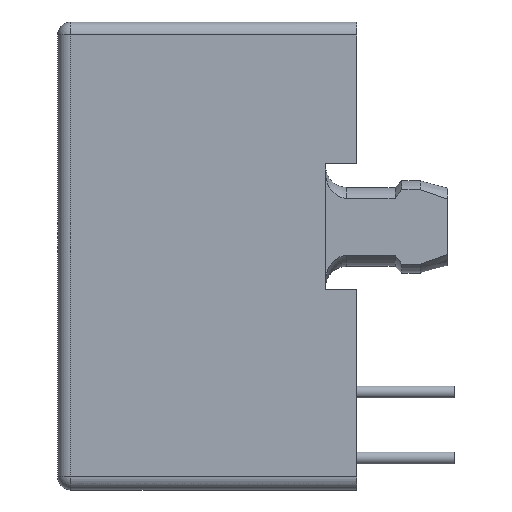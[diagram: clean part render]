
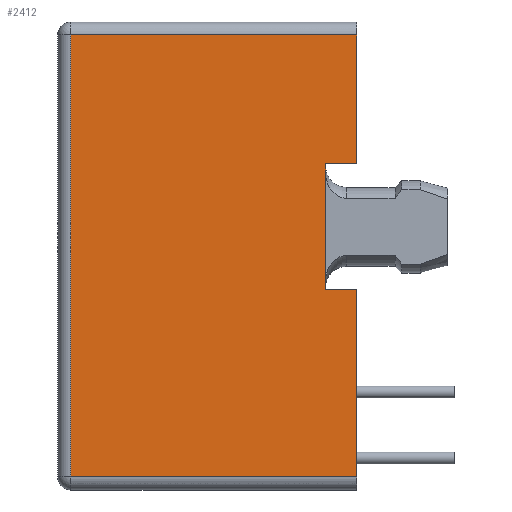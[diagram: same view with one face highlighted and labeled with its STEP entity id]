
A CAD part, left-side view. The second image highlights one B-rep face of the part: STEP entity #2412.
In plain terms, the highlighted planar face has unit normal (-1, 0, 0).
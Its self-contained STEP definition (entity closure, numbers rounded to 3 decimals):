
#159=DIRECTION('',(0.,0.,1.));
#160=VECTOR('',#159,7.2);
#161=CARTESIAN_POINT('',(-6.6,0.,-17.5));
#162=LINE('3859',#161,#160);
#314=DIRECTION('',(0.,-1.,0.));
#315=VECTOR('',#314,11.);
#316=CARTESIAN_POINT('',(-6.6,11.,-0.5));
#317=LINE('3882',#316,#315);
#318=DIRECTION('',(0.,1.,0.));
#319=VECTOR('',#318,1.2);
#320=CARTESIAN_POINT('',(-6.6,0.,-5.46));
#321=LINE('3742',#320,#319);
#322=DIRECTION('',(0.,1.,0.));
#323=VECTOR('',#322,1.2);
#324=CARTESIAN_POINT('',(-6.6,0.,-10.3));
#325=LINE('3741',#324,#323);
#326=DIRECTION('',(0.,1.,0.));
#327=VECTOR('',#326,11.);
#328=CARTESIAN_POINT('',(-6.6,0.,-17.5));
#329=LINE('3853',#328,#327);
#330=DIRECTION('',(0.,0.,1.));
#331=VECTOR('',#330,17.);
#332=CARTESIAN_POINT('',(-6.6,11.,-17.5));
#333=LINE('3884',#332,#331);
#375=DIRECTION('',(0.,0.,1.));
#376=VECTOR('',#375,4.96);
#377=CARTESIAN_POINT('',(-6.6,0.,-5.46));
#378=LINE('3860',#377,#376);
#1039=DIRECTION('',(0.,0.,1.));
#1040=VECTOR('',#1039,4.84);
#1041=CARTESIAN_POINT('',(-6.6,1.2,-10.3));
#1042=LINE('3902',#1041,#1040);
#1693=CARTESIAN_POINT('',(-6.6,0.,-10.3));
#1694=CARTESIAN_POINT('',(-6.6,1.2,-10.3));
#1695=VERTEX_POINT('',#1693);
#1696=VERTEX_POINT('',#1694);
#1697=CARTESIAN_POINT('',(-6.6,0.,-5.46));
#1698=CARTESIAN_POINT('',(-6.6,1.2,-5.46));
#1699=VERTEX_POINT('',#1697);
#1700=VERTEX_POINT('',#1698);
#1842=CARTESIAN_POINT('',(-6.6,0.,-0.5));
#1844=VERTEX_POINT('',#1842);
#1845=CARTESIAN_POINT('',(-6.6,0.,-17.5));
#1847=VERTEX_POINT('',#1845);
#1851=CARTESIAN_POINT('',(-6.6,11.,-17.5));
#1852=VERTEX_POINT('',#1851);
#1875=CARTESIAN_POINT('',(-6.6,11.,-0.5));
#1876=VERTEX_POINT('',#1875);
#2392=CARTESIAN_POINT('',(-6.6,11.5,0.));
#2393=DIRECTION('',(-1.,0.,0.));
#2394=DIRECTION('',(0.,-1.,0.));
#2395=AXIS2_PLACEMENT_3D('',#2392,#2393,#2394);
#2396=PLANE('3577',#2395);
#2398=ORIENTED_EDGE('3882',*,*,#2397,.T.);
#2400=ORIENTED_EDGE('3860',*,*,#2399,.F.);
#2402=ORIENTED_EDGE('3742',*,*,#2401,.T.);
#2404=ORIENTED_EDGE('3902',*,*,#2403,.F.);
#2405=ORIENTED_EDGE('3741',*,*,#2381,.F.);
#2406=ORIENTED_EDGE('3859',*,*,#2191,.F.);
#2407=ORIENTED_EDGE('3853',*,*,#2170,.T.);
#2409=ORIENTED_EDGE('3884',*,*,#2408,.T.);
#2410=EDGE_LOOP('3577',(#2398,#2400,#2402,#2404,#2405,#2406,#2407,#2409));
#2411=FACE_OUTER_BOUND('3577',#2410,.F.);
#2412=ADVANCED_FACE('3577',(#2411),#2396,.T.);
#2170=EDGE_CURVE('3853',#1847,#1852,#329,.T.);
#2191=EDGE_CURVE('3859',#1847,#1695,#162,.T.);
#2381=EDGE_CURVE('3741',#1695,#1696,#325,.T.);
#2397=EDGE_CURVE('3882',#1876,#1844,#317,.T.);
#2399=EDGE_CURVE('3860',#1699,#1844,#378,.T.);
#2401=EDGE_CURVE('3742',#1699,#1700,#321,.T.);
#2403=EDGE_CURVE('3902',#1696,#1700,#1042,.T.);
#2408=EDGE_CURVE('3884',#1852,#1876,#333,.T.);
